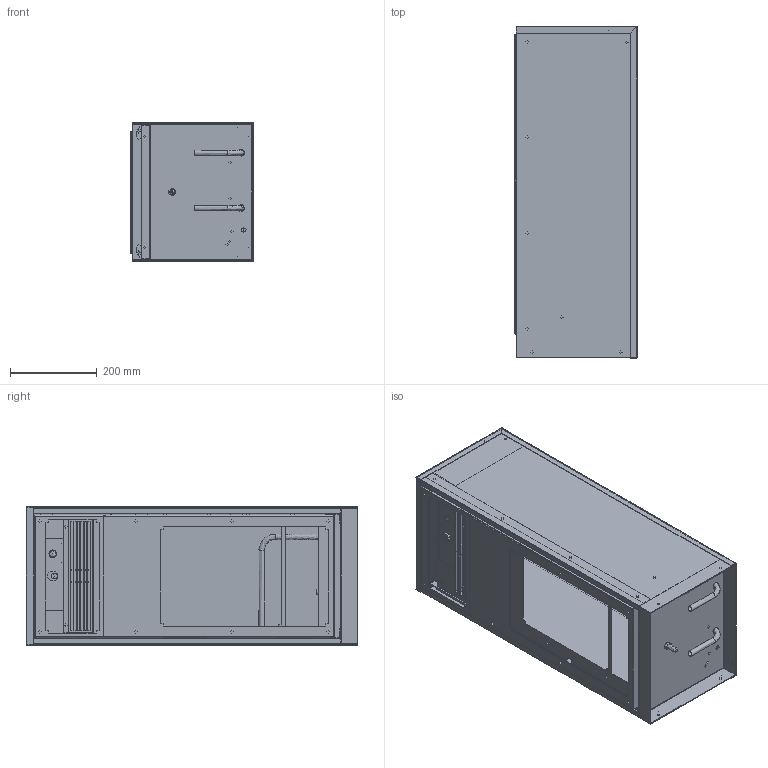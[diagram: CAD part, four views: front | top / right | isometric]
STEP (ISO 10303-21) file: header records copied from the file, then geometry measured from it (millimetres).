
FILE_DESCRIPTION((''),'2;1');
FILE_NAME('STEP-KPHE30.stp','2016-03-29T14:30:38', ('User'),('SDRC'),'I-DEAS Master Series 9','UNIX','Yes');
FILE_SCHEMA(('CONFIG_CONTROL_DESIGN', 'GEOMETRIC_VALIDATION_PROPERTIES_MIM','SHAPE_APPEARANCE_LAYER_MIM'));
Length unit declared in the file: inch
Bounding box: 281.66 x 762.76 x 317.5 mm (x, y, z)
Volume: 1689022.3 mm3; surface area: 2893503.7 mm2
Topology: 38 solids, 42 shells, 1118 faces, 2662 edges, 1653 vertices
Faces by surface type: bspline 1118
Entity records: 35419 total; most frequent: CARTESIAN_POINT 15980, ORIENTED_EDGE 5314, EDGE_CURVE 2661, OVER_RIDING_STYLED_ITEM 2584, QUASI_UNIFORM_CURVE 1982, VERTEX_POINT 1653, EDGE_LOOP 1467, FACE_OUTER_BOUND 1118
